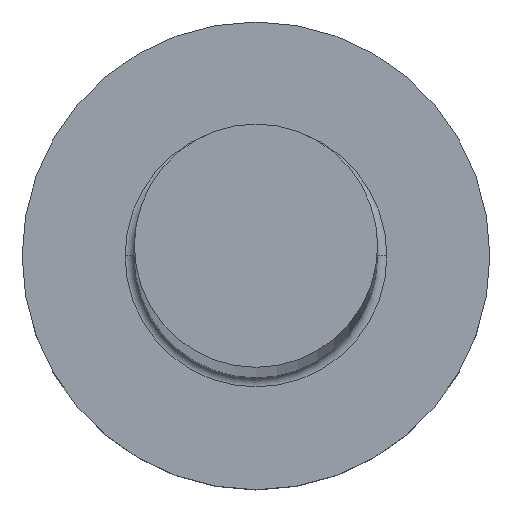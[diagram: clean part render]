
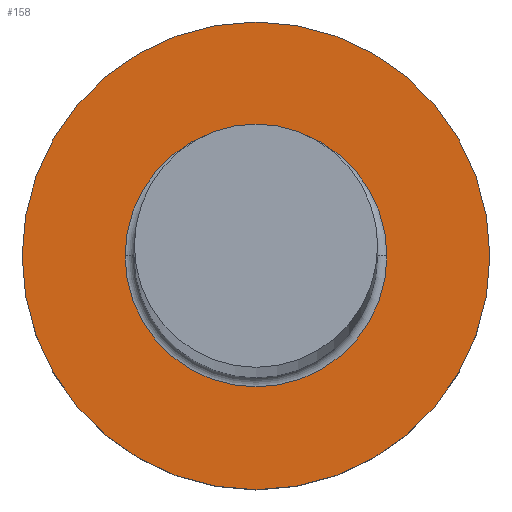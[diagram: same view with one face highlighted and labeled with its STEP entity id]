
A CAD part, top view. The second image highlights one B-rep face of the part: STEP entity #158.
In plain terms, the highlighted planar face has unit normal (0, 0, 1).
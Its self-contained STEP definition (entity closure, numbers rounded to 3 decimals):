
#2 = DIRECTION ( 'NONE',  ( 1., 0., 0. ) ) ;
#4 = CARTESIAN_POINT ( 'NONE',  ( 5., 0., 3. ) ) ;
#6 = VERTEX_POINT ( 'NONE', #4 ) ;
#10 = CIRCLE ( 'NONE', #178, 5. ) ;
#17 = PLANE ( 'NONE',  #153 ) ;
#23 = DIRECTION ( 'NONE',  ( 1., 0., 0. ) ) ;
#24 = ORIENTED_EDGE ( 'NONE', *, *, #243, .T. ) ;
#40 = DIRECTION ( 'NONE',  ( 0., 0., 1. ) ) ;
#41 = CARTESIAN_POINT ( 'NONE',  ( 0., 0., 3. ) ) ;
#49 = EDGE_LOOP ( 'NONE', ( #24, #126 ) ) ;
#52 = EDGE_LOOP ( 'NONE', ( #274, #197 ) ) ;
#63 = CIRCLE ( 'NONE', #69, 2.8 ) ;
#69 = AXIS2_PLACEMENT_3D ( 'NONE', #119, #211, #2 ) ;
#73 = CARTESIAN_POINT ( 'NONE',  ( 0., 0., 3. ) ) ;
#80 = DIRECTION ( 'NONE',  ( 1., 0., 0. ) ) ;
#89 = EDGE_CURVE ( 'NONE', #6, #228, #10, .T. ) ;
#90 = CIRCLE ( 'NONE', #298, 2.8 ) ;
#119 = CARTESIAN_POINT ( 'NONE',  ( 0., 0., 3. ) ) ;
#126 = ORIENTED_EDGE ( 'NONE', *, *, #152, .T. ) ;
#128 = DIRECTION ( 'NONE',  ( 0., 0., 1. ) ) ;
#134 = DIRECTION ( 'NONE',  ( 1., 0., 0. ) ) ;
#135 = CARTESIAN_POINT ( 'NONE',  ( 0., 0., 3. ) ) ;
#136 = CARTESIAN_POINT ( 'NONE',  ( -5., 0., 3. ) ) ;
#146 = AXIS2_PLACEMENT_3D ( 'NONE', #73, #128, #23 ) ;
#152 = EDGE_CURVE ( 'NONE', #250, #252, #90, .T. ) ;
#153 = AXIS2_PLACEMENT_3D ( 'NONE', #41, #40, #134 ) ;
#158 = ADVANCED_FACE ( 'NONE', ( #261, #161 ), #17, .T. ) ;
#161 = FACE_OUTER_BOUND ( 'NONE', #52, .T. ) ;
#168 = CARTESIAN_POINT ( 'NONE',  ( 2.8, 0., 3. ) ) ;
#178 = AXIS2_PLACEMENT_3D ( 'NONE', #205, #303, #80 ) ;
#183 = DIRECTION ( 'NONE',  ( 0., 0., -1. ) ) ;
#197 = ORIENTED_EDGE ( 'NONE', *, *, #89, .T. ) ;
#200 = CARTESIAN_POINT ( 'NONE',  ( -2.8, 0., 3. ) ) ;
#205 = CARTESIAN_POINT ( 'NONE',  ( 0., 0., 3. ) ) ;
#211 = DIRECTION ( 'NONE',  ( 0., 0., -1. ) ) ;
#228 = VERTEX_POINT ( 'NONE', #136 ) ;
#236 = DIRECTION ( 'NONE',  ( 1., 0., 0. ) ) ;
#243 = EDGE_CURVE ( 'NONE', #252, #250, #63, .T. ) ;
#250 = VERTEX_POINT ( 'NONE', #200 ) ;
#252 = VERTEX_POINT ( 'NONE', #168 ) ;
#260 = EDGE_CURVE ( 'NONE', #228, #6, #271, .T. ) ;
#261 = FACE_BOUND ( 'NONE', #49, .T. ) ;
#271 = CIRCLE ( 'NONE', #146, 5. ) ;
#274 = ORIENTED_EDGE ( 'NONE', *, *, #260, .T. ) ;
#298 = AXIS2_PLACEMENT_3D ( 'NONE', #135, #183, #236 ) ;
#303 = DIRECTION ( 'NONE',  ( 0., 0., 1. ) ) ;
